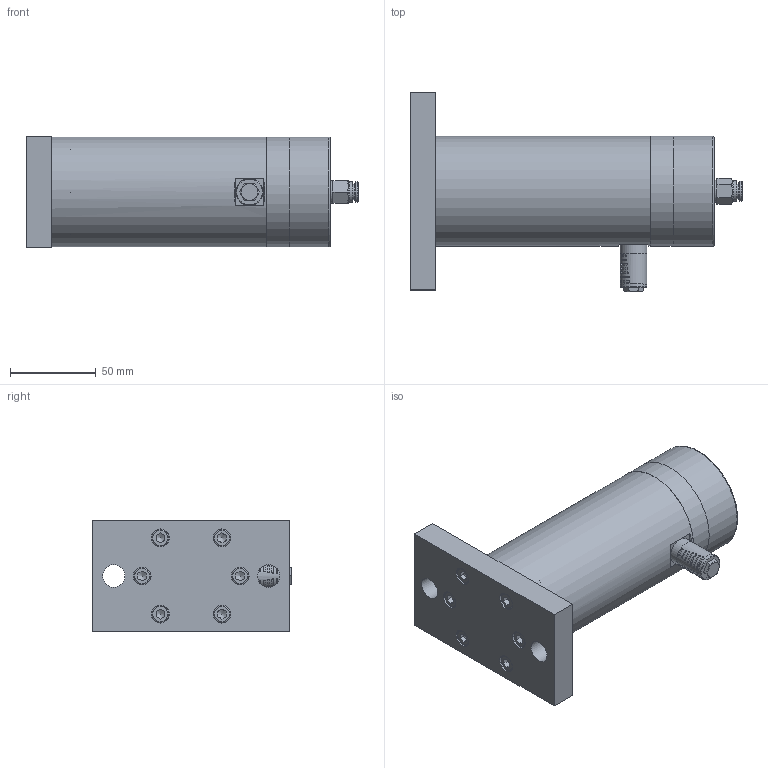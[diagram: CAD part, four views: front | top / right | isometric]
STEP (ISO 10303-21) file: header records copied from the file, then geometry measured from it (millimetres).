
FILE_DESCRIPTION((''),'2;1');
FILE_NAME('4050-00.stp','2010-06-28T21:06:40',('Petr'),(''),'Autodesk Inventor 2009','Autodesk Inventor 2009','');
FILE_SCHEMA(('CONFIG_CONTROL_DESIGN'));
Length unit declared in the file: millimetre
Products named in the file (21): 4050-00; 94050-50; 94050-40; 94050-30; 94050-20; 94050-60; Fuehrungsband_4050; O-Ring_4050; O-Ring_4050_26-58x3-53; Ring_35x33x4; 94050-10; 94050-80; 94050-45; O-Ring_4050_38x1-5; O-Ring_4050_41x1-5; Membrane_4050; DIN 912  - nahrazený DIN EN ISO 4762 M6 x 45; Federscheibe_6-4x10-2x0-45; DIN 912  - nahrazený DIN EN ISO 4762 M6 x 20; 186096 QS-G1/8-6; Schaldaempfer_G1-8
Assembly tree (39 placements, depth 2):
  4050-00
    94050-50
    94050-40
    94050-30
    94050-20
    94050-60
    Fuehrungsband_4050  x2
    O-Ring_4050  x2
    O-Ring_4050_26-58x3-53
    Ring_35x33x4
    94050-10
    94050-80
    94050-45
    O-Ring_4050_38x1-5
    O-Ring_4050_41x1-5
    Membrane_4050
    DIN 912  - nahrazený DIN EN ISO 4762 M6 x 45  x4
    Federscheibe_6-4x10-2x0-45  x10
    DIN 912  - nahrazený DIN EN ISO 4762 M6 x 20  x6
    186096 QS-G1/8-6
    Schaldaempfer_G1-8
Bounding box: 193.12 x 116 x 65 mm (x, y, z)
Volume: 552954.5 mm3; surface area: 169045.3 mm2
Topology: 39 solids, 39 shells, 550 faces, 1187 edges, 761 vertices
Faces by surface type: plane 236, bspline 128, cylinder 119, cone 43, torus 24
Full cylindrical faces by diameter (mm): 6 x11, 6.4 x10, 8.3 x1, 8.8 x1, 9.728 x1, 9.73 x1, 9.8 x2, 10 x10, 10.2 x10, 11.8 x1, 12 x1, 13 x1, 14.5 x1, 15 x1, 15.48 x2, 15.5 x1, 16 x1, 18 x1, 19 x1, 19.5 x1, 20 x1, 27 x2, 29 x1, 31.85 x2, 33 x2, 34 x2, 34.5 x2, 35 x2, 35.3 x1, 35.8 x1
Entity records: 41653 total; most frequent: CARTESIAN_POINT 33559, DIRECTION 1496, ORIENTED_EDGE 1300, EDGE_LOOP 680, AXIS2_PLACEMENT_3D 669, EDGE_CURVE 650, VERTEX_POINT 508, FACE_OUTER_BOUND 392
